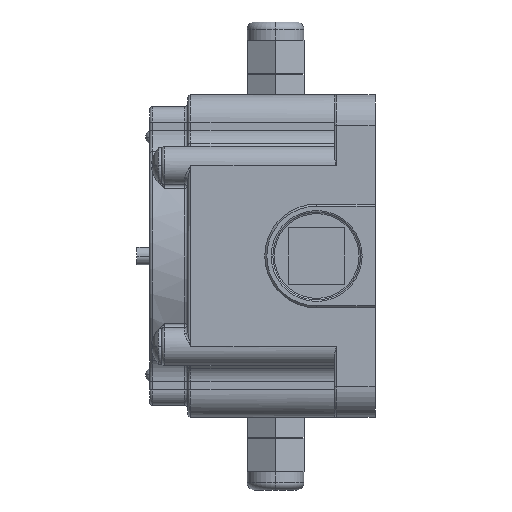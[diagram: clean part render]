
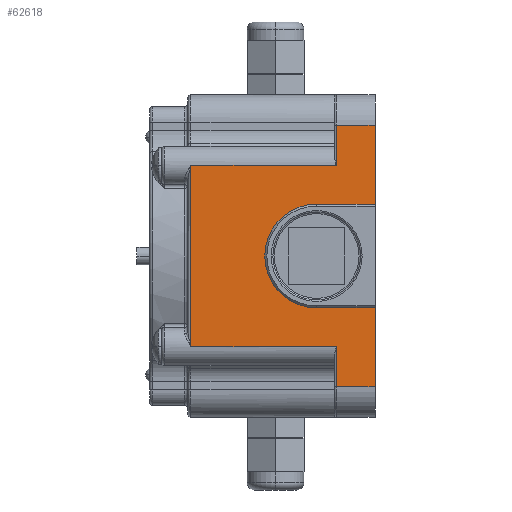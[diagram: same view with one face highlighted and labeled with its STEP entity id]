
A CAD part, left-side view. The second image highlights one B-rep face of the part: STEP entity #62618.
In plain terms, the highlighted planar face has unit normal (-1, 0, 0).
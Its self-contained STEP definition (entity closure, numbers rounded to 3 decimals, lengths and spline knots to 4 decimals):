
#11275=DIRECTION('',(0.,1.,0.));
#11276=VECTOR('',#11275,1.4358);
#11277=CARTESIAN_POINT('',(-1.5776,0.3843,
0.8951));
#11278=LINE('',#11277,#11276);
#11347=DIRECTION('',(0.,1.,0.));
#11348=VECTOR('',#11347,1.4358);
#11349=CARTESIAN_POINT('',(-1.5776,0.3843,
-0.8951));
#11350=LINE('',#11349,#11348);
#11351=DIRECTION('',(0.,0.,1.));
#11352=VECTOR('',#11351,0.3984);
#11353=CARTESIAN_POINT('',(-1.5776,0.3843,
0.8951));
#11354=LINE('',#11353,#11352);
#11355=DIRECTION('',(0.,0.,-1.));
#11356=VECTOR('',#11355,0.7809);
#11357=CARTESIAN_POINT('',(-1.5776,0.,1.2935));
#11358=LINE('',#11357,#11356);
#11359=DIRECTION('',(0.,1.,0.));
#11360=VECTOR('',#11359,0.5776);
#11361=CARTESIAN_POINT('',(-1.5776,0.,0.5126));
#11362=LINE('',#11361,#11360);
#11363=CARTESIAN_POINT('',(-1.5776,0.5776,0.));
#11364=DIRECTION('',(-1.,0.,0.));
#11365=DIRECTION('',(0.,0.,1.));
#11366=AXIS2_PLACEMENT_3D('',#11363,#11364,#11365);
#11368=DIRECTION('',(0.,1.,0.));
#11369=VECTOR('',#11368,0.5776);
#11370=CARTESIAN_POINT('',(-1.5776,0.,-0.5126));
#11371=LINE('',#11370,#11369);
#11372=DIRECTION('',(0.,0.,-1.));
#11373=VECTOR('',#11372,0.7809);
#11374=CARTESIAN_POINT('',(-1.5776,0.,-0.5126));
#11375=LINE('',#11374,#11373);
#11376=DIRECTION('',(0.,1.,0.));
#11377=VECTOR('',#11376,0.3843);
#11378=CARTESIAN_POINT('',(-1.5776,0.,-1.2935));
#11379=LINE('',#11378,#11377);
#11380=DIRECTION('',(0.,0.,1.));
#11381=VECTOR('',#11380,0.3984);
#11382=CARTESIAN_POINT('',(-1.5776,0.3843,
-1.2935));
#11383=LINE('',#11382,#11381);
#11429=CARTESIAN_POINT('',(-1.5776,1.8201,
-0.8951));
#13516=CARTESIAN_POINT('',(-1.5776,1.8201,
0.8951));
#13518=DIRECTION('',(0.,0.,
-1.));
#13519=VECTOR('',#13518,1.7902);
#13520=CARTESIAN_POINT('',(-1.5776,1.8201,
0.8951));
#13521=LINE('',#13520,#13519);
#22874=DIRECTION('',(0.,1.,0.));
#22875=VECTOR('',#22874,0.3843);
#22876=CARTESIAN_POINT('',(-1.5776,0.,1.2935));
#22877=LINE('',#22876,#22875);
#45693=CARTESIAN_POINT('',(-1.5776,0.,1.2935));
#45695=VERTEX_POINT('',#45693);
#45706=CARTESIAN_POINT('',(-1.5776,0.,-1.2935));
#45708=VERTEX_POINT('',#45706);
#45781=CARTESIAN_POINT('',(-1.5776,0.,-0.5126));
#45782=CARTESIAN_POINT('',(-1.5776,0.5776,
-0.5126));
#45783=VERTEX_POINT('',#45781);
#45784=VERTEX_POINT('',#45782);
#45785=CARTESIAN_POINT('',(-1.5776,0.,0.5126));
#45786=CARTESIAN_POINT('',(-1.5776,0.5776,
0.5126));
#45787=VERTEX_POINT('',#45785);
#45788=VERTEX_POINT('',#45786);
#46338=CARTESIAN_POINT('',(-1.5776,0.3843,
1.2935));
#46339=VERTEX_POINT('',#46338);
#46342=CARTESIAN_POINT('',(-1.5776,0.3843,
0.8951));
#46343=VERTEX_POINT('',#46342);
#46348=CARTESIAN_POINT('',(-1.5776,0.3843,
-1.2935));
#46349=CARTESIAN_POINT('',(-1.5776,0.3843,
-0.8951));
#46350=VERTEX_POINT('',#46348);
#46351=VERTEX_POINT('',#46349);
#49324=VERTEX_POINT('',#13516);
#49342=VERTEX_POINT('',#11429);
#62588=CARTESIAN_POINT('',(-1.5776,0.,-1.2935));
#62589=DIRECTION('',(-1.,0.,0.));
#62590=DIRECTION('',(0.,0.,1.));
#62591=AXIS2_PLACEMENT_3D('',#62588,#62589,#62590);
#62592=PLANE('',#62591);
#62594=ORIENTED_EDGE('',*,*,#62593,.T.);
#62596=ORIENTED_EDGE('',*,*,#62595,.F.);
#62597=ORIENTED_EDGE('',*,*,#62564,.F.);
#62599=ORIENTED_EDGE('',*,*,#62598,.T.);
#62601=ORIENTED_EDGE('',*,*,#62600,.F.);
#62603=ORIENTED_EDGE('',*,*,#62602,.T.);
#62605=ORIENTED_EDGE('',*,*,#62604,.T.);
#62607=ORIENTED_EDGE('',*,*,#62606,.T.);
#62609=ORIENTED_EDGE('',*,*,#62608,.F.);
#62611=ORIENTED_EDGE('',*,*,#62610,.T.);
#62613=ORIENTED_EDGE('',*,*,#62612,.T.);
#62615=ORIENTED_EDGE('',*,*,#62614,.T.);
#62616=EDGE_LOOP('',(#62594,#62596,#62597,#62599,#62601,#62603,#62605,#62607,
#62609,#62611,#62613,#62615));
#62617=FACE_OUTER_BOUND('',#62616,.F.);
#62618=ADVANCED_FACE('',(#62617),#62592,.T.);
#11367=CIRCLE('',#11366,0.5126);
#62564=EDGE_CURVE('',#46343,#49324,#11278,.T.);
#62593=EDGE_CURVE('',#46351,#49342,#11350,.T.);
#62595=EDGE_CURVE('',#49324,#49342,#13521,.T.);
#62598=EDGE_CURVE('',#46343,#46339,#11354,.T.);
#62600=EDGE_CURVE('',#45695,#46339,#22877,.T.);
#62602=EDGE_CURVE('',#45695,#45787,#11358,.T.);
#62604=EDGE_CURVE('',#45787,#45788,#11362,.T.);
#62606=EDGE_CURVE('',#45788,#45784,#11367,.T.);
#62608=EDGE_CURVE('',#45783,#45784,#11371,.T.);
#62610=EDGE_CURVE('',#45783,#45708,#11375,.T.);
#62612=EDGE_CURVE('',#45708,#46350,#11379,.T.);
#62614=EDGE_CURVE('',#46350,#46351,#11383,.T.);
